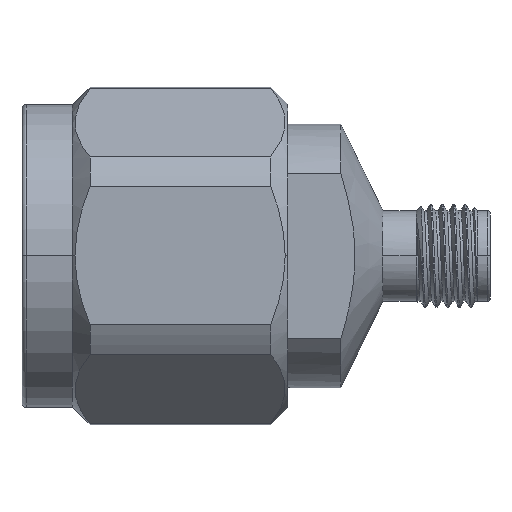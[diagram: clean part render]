
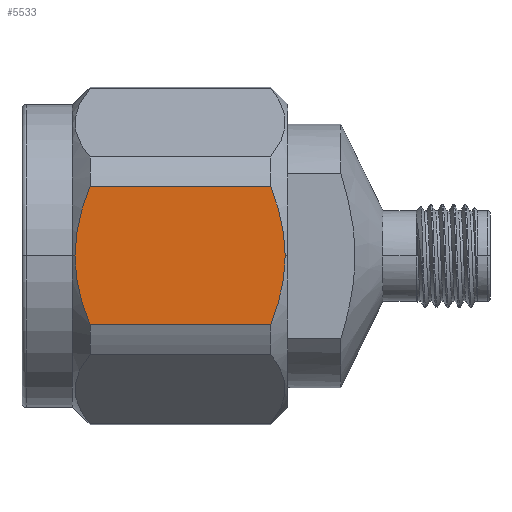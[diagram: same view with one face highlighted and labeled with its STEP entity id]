
A CAD part, top view. The second image highlights one B-rep face of the part: STEP entity #5533.
In plain terms, the highlighted planar face has unit normal (0, 0, 1).
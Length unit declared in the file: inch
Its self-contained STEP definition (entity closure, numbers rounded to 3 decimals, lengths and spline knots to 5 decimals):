
#30 = DIRECTION ( 'NONE',  ( 0., -1., 0. ) ) ;
#31 = EDGE_LOOP ( 'NONE', ( #5377, #3110, #1404, #1553, #737, #1514 ) ) ;
#44 = DIRECTION ( 'NONE',  ( 1., 0., 0. ) ) ;
#285 = CARTESIAN_POINT ( 'NONE',  ( 0.16578, 0.16832, 0.375 ) ) ;
#311 = B_SPLINE_CURVE_WITH_KNOTS ( 'NONE', 3,
 ( #2290, #3518, #2744, #3169, #4797, #1809, #4853, #4879 ),
 .UNSPECIFIED., .F., .F.,
 ( 4, 2, 2, 4 ),
 ( 0.01241, 0.0146, 0.01569, 0.01678 ),
 .UNSPECIFIED. ) ;
#326 = EDGE_CURVE ( 'NONE', #2719, #765, #4213, .T. ) ;
#331 = DIRECTION ( 'NONE',  ( -1., 0., 0. ) ) ;
#442 = CARTESIAN_POINT ( 'NONE',  ( 0.64108, 0., 0.375 ) ) ;
#501 = CARTESIAN_POINT ( 'NONE',  ( 0.62542, -0.11394, 0.375 ) ) ;
#586 = VERTEX_POINT ( 'NONE', #1734 ) ;
#637 = CARTESIAN_POINT ( 'NONE',  ( 0., 0.16832, 0.375 ) ) ;
#643 = VECTOR ( 'NONE', #44, 39.37008 ) ;
#715 = EDGE_CURVE ( 'NONE', #4301, #586, #2274, .T. ) ;
#737 = ORIENTED_EDGE ( 'NONE', *, *, #3556, .T. ) ;
#765 = VERTEX_POINT ( 'NONE', #5246 ) ;
#905 = CARTESIAN_POINT ( 'NONE',  ( 0.60576, 0.16832, 0.375 ) ) ;
#1127 = EDGE_CURVE ( 'NONE', #586, #1326, #3165, .T. ) ;
#1183 = CARTESIAN_POINT ( 'NONE',  ( 0.12899, 0., 0.375 ) ) ;
#1233 = CARTESIAN_POINT ( 'NONE',  ( -0.15708, 0.21651, 0.375 ) ) ;
#1266 = CARTESIAN_POINT ( 'NONE',  ( 0.64108, 0.02908, 0.375 ) ) ;
#1326 = VERTEX_POINT ( 'NONE', #5134 ) ;
#1345 = FACE_OUTER_BOUND ( 'NONE', #31, .T. ) ;
#1404 = ORIENTED_EDGE ( 'NONE', *, *, #326, .T. ) ;
#1514 = ORIENTED_EDGE ( 'NONE', *, *, #715, .T. ) ;
#1553 = ORIENTED_EDGE ( 'NONE', *, *, #2227, .T. ) ;
#1623 = AXIS2_PLACEMENT_3D ( 'NONE', #1233, #5144, #30 ) ;
#1666 = CARTESIAN_POINT ( 'NONE',  ( 0.16018, 0.15494, 0.375 ) ) ;
#1734 = CARTESIAN_POINT ( 'NONE',  ( 0.60576, -0.16832, 0.375 ) ) ;
#1770 = CARTESIAN_POINT ( 'NONE',  ( 0.63462, -0.07193, 0.375 ) ) ;
#1797 = CARTESIAN_POINT ( 'NONE',  ( 0.64108, -0.01455, 0.375 ) ) ;
#1809 = CARTESIAN_POINT ( 'NONE',  ( 0.15506, -0.14136, 0.375 ) ) ;
#2031 = B_SPLINE_CURVE_WITH_KNOTS ( 'NONE', 3,
 ( #285, #1666, #3817, #3347, #5170, #5090, #5143, #2087, #5488, #1183 ),
 .UNSPECIFIED., .F., .F.,
 ( 4, 2, 2, 2, 4 ),
 ( 0.00805, 0.00914, 0.01023, 0.01132, 0.01241 ),
 .UNSPECIFIED. ) ;
#2087 = CARTESIAN_POINT ( 'NONE',  ( 0.12987, 0.02916, 0.375 ) ) ;
#2163 = CARTESIAN_POINT ( 'NONE',  ( 0.60576, -0.16832, 0.375 ) ) ;
#2227 = EDGE_CURVE ( 'NONE', #765, #4041, #2031, .T. ) ;
#2274 = LINE ( 'NONE', #4921, #643 ) ;
#2290 = CARTESIAN_POINT ( 'NONE',  ( 0.12899, 0., 0.375 ) ) ;
#2667 = CARTESIAN_POINT ( 'NONE',  ( 0.64108, 0., 0.375 ) ) ;
#2719 = VERTEX_POINT ( 'NONE', #3116 ) ;
#2744 = CARTESIAN_POINT ( 'NONE',  ( 0.13249, -0.05772, 0.375 ) ) ;
#3005 = CARTESIAN_POINT ( 'NONE',  ( 0.62551, 0.11365, 0.375 ) ) ;
#3085 = PLANE ( 'NONE',  #1623 ) ;
#3110 = ORIENTED_EDGE ( 'NONE', *, *, #5162, .T. ) ;
#3116 = CARTESIAN_POINT ( 'NONE',  ( 0.60576, 0.16832, 0.375 ) ) ;
#3165 = B_SPLINE_CURVE_WITH_KNOTS ( 'NONE', 3,
 ( #2163, #3980, #501, #1770, #5193, #5251, #1797, #442 ),
 .UNSPECIFIED., .F., .F.,
 ( 4, 2, 2, 4 ),
 ( 0., 0.00218, 0.00328, 0.00437 ),
 .UNSPECIFIED. ) ;
#3169 = CARTESIAN_POINT ( 'NONE',  ( 0.14207, -0.09983, 0.375 ) ) ;
#3347 = CARTESIAN_POINT ( 'NONE',  ( 0.14602, 0.11384, 0.375 ) ) ;
#3464 = CARTESIAN_POINT ( 'NONE',  ( 0.63773, 0.05759, 0.375 ) ) ;
#3518 = CARTESIAN_POINT ( 'NONE',  ( 0.12899, -0.02916, 0.375 ) ) ;
#3556 = EDGE_CURVE ( 'NONE', #4041, #4301, #311, .T. ) ;
#3817 = CARTESIAN_POINT ( 'NONE',  ( 0.15504, 0.14129, 0.375 ) ) ;
#3980 = CARTESIAN_POINT ( 'NONE',  ( 0.61658, -0.14135, 0.375 ) ) ;
#4041 = VERTEX_POINT ( 'NONE', #4766 ) ;
#4213 = LINE ( 'NONE', #637, #4266 ) ;
#4266 = VECTOR ( 'NONE', #331, 39.37008 ) ;
#4301 = VERTEX_POINT ( 'NONE', #5060 ) ;
#4714 = CARTESIAN_POINT ( 'NONE',  ( 0.61659, 0.14134, 0.375 ) ) ;
#4766 = CARTESIAN_POINT ( 'NONE',  ( 0.12899, 0., 0.375 ) ) ;
#4797 = CARTESIAN_POINT ( 'NONE',  ( 0.14599, -0.11374, 0.375 ) ) ;
#4853 = CARTESIAN_POINT ( 'NONE',  ( 0.16021, -0.155, 0.375 ) ) ;
#4879 = CARTESIAN_POINT ( 'NONE',  ( 0.16578, -0.16832, 0.375 ) ) ;
#4921 = CARTESIAN_POINT ( 'NONE',  ( 0., -0.16832, 0.375 ) ) ;
#5060 = CARTESIAN_POINT ( 'NONE',  ( 0.16578, -0.16832, 0.375 ) ) ;
#5090 = CARTESIAN_POINT ( 'NONE',  ( 0.13573, 0.07197, 0.375 ) ) ;
#5134 = CARTESIAN_POINT ( 'NONE',  ( 0.64108, 0., 0.375 ) ) ;
#5143 = CARTESIAN_POINT ( 'NONE',  ( 0.13324, 0.05781, 0.375 ) ) ;
#5144 = DIRECTION ( 'NONE',  ( 0., 0., 1. ) ) ;
#5162 = EDGE_CURVE ( 'NONE', #1326, #2719, #5253, .T. ) ;
#5170 = CARTESIAN_POINT ( 'NONE',  ( 0.14212, 0.09998, 0.375 ) ) ;
#5193 = CARTESIAN_POINT ( 'NONE',  ( 0.637, -0.05778, 0.375 ) ) ;
#5246 = CARTESIAN_POINT ( 'NONE',  ( 0.16578, 0.16832, 0.375 ) ) ;
#5251 = CARTESIAN_POINT ( 'NONE',  ( 0.64023, -0.02913, 0.375 ) ) ;
#5253 = B_SPLINE_CURVE_WITH_KNOTS ( 'NONE', 3,
 ( #2667, #1266, #3464, #3005, #4714, #905 ),
 .UNSPECIFIED., .F., .F.,
 ( 4, 2, 4 ),
 ( 0.00437, 0.00655, 0.00873 ),
 .UNSPECIFIED. ) ;
#5377 = ORIENTED_EDGE ( 'NONE', *, *, #1127, .T. ) ;
#5488 = CARTESIAN_POINT ( 'NONE',  ( 0.12899, 0.01457, 0.375 ) ) ;
#5533 = ADVANCED_FACE ( 'NONE', ( #1345 ), #3085, .T. ) ;
